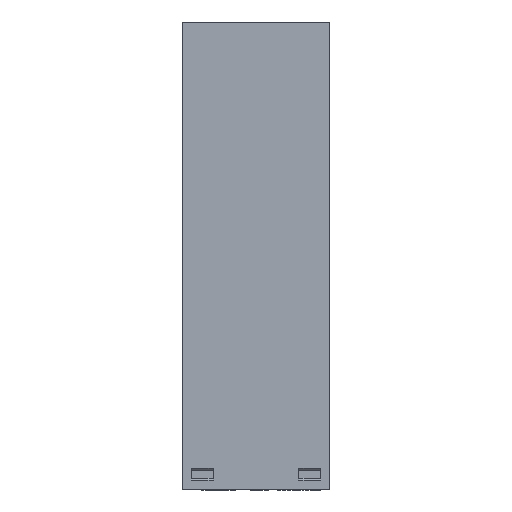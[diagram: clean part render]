
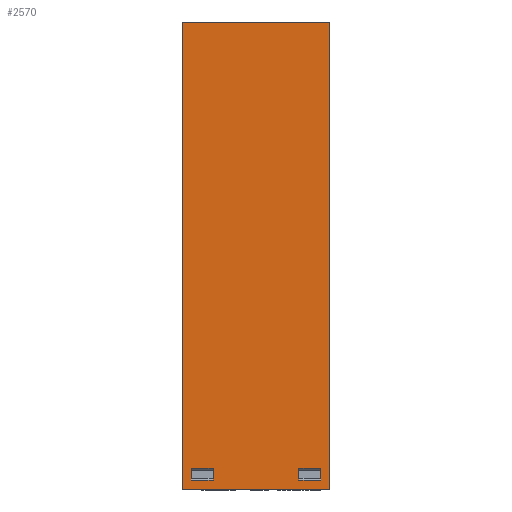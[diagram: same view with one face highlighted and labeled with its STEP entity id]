
A CAD part, left-side view. The second image highlights one B-rep face of the part: STEP entity #2570.
In plain terms, the highlighted planar face has unit normal (-1, 0, 0).
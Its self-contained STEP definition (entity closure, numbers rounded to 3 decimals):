
#152 = DIRECTION ( 'NONE',  ( 0., 1., 0. ) ) ;
#169 = CARTESIAN_POINT ( 'NONE',  ( -22., 26., 127.5 ) ) ;
#354 = ORIENTED_EDGE ( 'NONE', *, *, #1994, .T. ) ;
#472 = VERTEX_POINT ( 'NONE', #6894 ) ;
#534 = VECTOR ( 'NONE', #152, 1000. ) ;
#722 = CARTESIAN_POINT ( 'NONE',  ( -22., 18.25, 15.5 ) ) ;
#793 = ORIENTED_EDGE ( 'NONE', *, *, #8136, .T. ) ;
#924 = CARTESIAN_POINT ( 'NONE',  ( -22., -8.75, 15. ) ) ;
#1058 = EDGE_CURVE ( 'NONE', #2349, #12473, #5460, .T. ) ;
#1135 = LINE ( 'NONE', #169, #2091 ) ;
#1147 = VECTOR ( 'NONE', #1836, 1000. ) ;
#1193 = FACE_BOUND ( 'NONE', #3078, .T. ) ;
#1279 = CARTESIAN_POINT ( 'NONE',  ( -22., 7., 12.5 ) ) ;
#1524 = VERTEX_POINT ( 'NONE', #9716 ) ;
#1651 = VERTEX_POINT ( 'NONE', #7337 ) ;
#1744 = EDGE_CURVE ( 'NONE', #7718, #1524, #2978, .T. ) ;
#1836 = DIRECTION ( 'NONE',  ( 0., -1., 0. ) ) ;
#1967 = CARTESIAN_POINT ( 'NONE',  ( -22., 26., 127.5 ) ) ;
#1994 = EDGE_CURVE ( 'NONE', #12473, #8856, #10264, .T. ) ;
#2091 = VECTOR ( 'NONE', #4026, 1000. ) ;
#2209 = EDGE_CURVE ( 'NONE', #5109, #2349, #10309, .T. ) ;
#2349 = VERTEX_POINT ( 'NONE', #8454 ) ;
#2417 = CARTESIAN_POINT ( 'NONE',  ( -22., 0., 0. ) ) ;
#2570 = ADVANCED_FACE ( 'NONE', ( #7087, #1193, #3305 ), #8299, .F. ) ;
#2615 = ORIENTED_EDGE ( 'NONE', *, *, #9436, .T. ) ;
#2713 = CARTESIAN_POINT ( 'NONE',  ( -22., 23.75, 15. ) ) ;
#2978 = LINE ( 'NONE', #4710, #1147 ) ;
#2993 = ORIENTED_EDGE ( 'NONE', *, *, #5330, .T. ) ;
#3078 = EDGE_LOOP ( 'NONE', ( #11504, #11450, #6895, #6792 ) ) ;
#3092 = LINE ( 'NONE', #6876, #6418 ) ;
#3131 = ORIENTED_EDGE ( 'NONE', *, *, #6588, .T. ) ;
#3153 = EDGE_LOOP ( 'NONE', ( #2993, #3131, #2615, #793 ) ) ;
#3305 = FACE_OUTER_BOUND ( 'NONE', #3153, .T. ) ;
#3591 = CARTESIAN_POINT ( 'NONE',  ( -22., -3.25, 12.5 ) ) ;
#3603 = CARTESIAN_POINT ( 'NONE',  ( -22., 18.25, 12.5 ) ) ;
#3629 = ORIENTED_EDGE ( 'NONE', *, *, #2209, .T. ) ;
#3680 = ORIENTED_EDGE ( 'NONE', *, *, #3867, .F. ) ;
#3694 = DIRECTION ( 'NONE',  ( 0., 0., -1. ) ) ;
#3867 = EDGE_CURVE ( 'NONE', #5109, #8856, #8689, .T. ) ;
#3956 = DIRECTION ( 'NONE',  ( 0., 0., 1. ) ) ;
#4026 = DIRECTION ( 'NONE',  ( 0., 1., 0. ) ) ;
#4395 = DIRECTION ( 'NONE',  ( 0., -1., 0. ) ) ;
#4668 = EDGE_CURVE ( 'NONE', #9867, #9413, #8040, .T. ) ;
#4710 = CARTESIAN_POINT ( 'NONE',  ( -22., 7.5, 15.5 ) ) ;
#4821 = AXIS2_PLACEMENT_3D ( 'NONE', #2417, #6320, #10093 ) ;
#5013 = DIRECTION ( 'NONE',  ( 0., 0., -1. ) ) ;
#5048 = VECTOR ( 'NONE', #5446, 1000. ) ;
#5109 = VERTEX_POINT ( 'NONE', #3603 ) ;
#5330 = EDGE_CURVE ( 'NONE', #1651, #472, #1135, .T. ) ;
#5446 = DIRECTION ( 'NONE',  ( 0., 1., 0. ) ) ;
#5460 = LINE ( 'NONE', #2713, #5864 ) ;
#5530 = CARTESIAN_POINT ( 'NONE',  ( -22., -8.75, 12.5 ) ) ;
#5591 = VECTOR ( 'NONE', #3694, 1000. ) ;
#5748 = LINE ( 'NONE', #5931, #12256 ) ;
#5864 = VECTOR ( 'NONE', #8393, 1000. ) ;
#5931 = CARTESIAN_POINT ( 'NONE',  ( -22., -11., 127.5 ) ) ;
#5970 = VECTOR ( 'NONE', #8523, 1000. ) ;
#6320 = DIRECTION ( 'NONE',  ( 1., 0., 0. ) ) ;
#6418 = VECTOR ( 'NONE', #5013, 1000. ) ;
#6588 = EDGE_CURVE ( 'NONE', #472, #7219, #6839, .T. ) ;
#6792 = ORIENTED_EDGE ( 'NONE', *, *, #11537, .T. ) ;
#6839 = LINE ( 'NONE', #1967, #5970 ) ;
#6876 = CARTESIAN_POINT ( 'NONE',  ( -22., -3.25, 15. ) ) ;
#6887 = CARTESIAN_POINT ( 'NONE',  ( -22., 7., 12.5 ) ) ;
#6894 = CARTESIAN_POINT ( 'NONE',  ( -22., 26., 127.5 ) ) ;
#6895 = ORIENTED_EDGE ( 'NONE', *, *, #1744, .T. ) ;
#7087 = FACE_BOUND ( 'NONE', #12658, .T. ) ;
#7095 = VECTOR ( 'NONE', #3956, 1000. ) ;
#7219 = VERTEX_POINT ( 'NONE', #7583 ) ;
#7337 = CARTESIAN_POINT ( 'NONE',  ( -22., -11., 127.5 ) ) ;
#7583 = CARTESIAN_POINT ( 'NONE',  ( -22., 26., 10. ) ) ;
#7594 = CARTESIAN_POINT ( 'NONE',  ( -22., 23.75, 15.5 ) ) ;
#7718 = VERTEX_POINT ( 'NONE', #10454 ) ;
#8040 = LINE ( 'NONE', #6887, #534 ) ;
#8136 = EDGE_CURVE ( 'NONE', #10479, #1651, #5748, .T. ) ;
#8299 = PLANE ( 'NONE',  #4821 ) ;
#8393 = DIRECTION ( 'NONE',  ( 0., 0., 1. ) ) ;
#8454 = CARTESIAN_POINT ( 'NONE',  ( -22., 23.75, 12.5 ) ) ;
#8523 = DIRECTION ( 'NONE',  ( 0., 0., -1. ) ) ;
#8689 = LINE ( 'NONE', #9708, #7095 ) ;
#8725 = LINE ( 'NONE', #924, #5591 ) ;
#8798 = DIRECTION ( 'NONE',  ( 0., 0., 1. ) ) ;
#8856 = VERTEX_POINT ( 'NONE', #722 ) ;
#9413 = VERTEX_POINT ( 'NONE', #3591 ) ;
#9436 = EDGE_CURVE ( 'NONE', #7219, #10479, #11180, .T. ) ;
#9507 = DIRECTION ( 'NONE',  ( 0., -1., 0. ) ) ;
#9708 = CARTESIAN_POINT ( 'NONE',  ( -22., 18.25, 15. ) ) ;
#9716 = CARTESIAN_POINT ( 'NONE',  ( -22., -8.75, 15.5 ) ) ;
#9746 = VECTOR ( 'NONE', #9507, 1000. ) ;
#9837 = VECTOR ( 'NONE', #4395, 1000. ) ;
#9867 = VERTEX_POINT ( 'NONE', #5530 ) ;
#10093 = DIRECTION ( 'NONE',  ( 0., 1., 0. ) ) ;
#10226 = CARTESIAN_POINT ( 'NONE',  ( -22., -11., 10. ) ) ;
#10264 = LINE ( 'NONE', #10402, #9746 ) ;
#10309 = LINE ( 'NONE', #1279, #5048 ) ;
#10402 = CARTESIAN_POINT ( 'NONE',  ( -22., 7.5, 15.5 ) ) ;
#10454 = CARTESIAN_POINT ( 'NONE',  ( -22., -3.25, 15.5 ) ) ;
#10479 = VERTEX_POINT ( 'NONE', #10226 ) ;
#11180 = LINE ( 'NONE', #12075, #9837 ) ;
#11450 = ORIENTED_EDGE ( 'NONE', *, *, #12568, .F. ) ;
#11504 = ORIENTED_EDGE ( 'NONE', *, *, #4668, .T. ) ;
#11537 = EDGE_CURVE ( 'NONE', #1524, #9867, #8725, .T. ) ;
#12075 = CARTESIAN_POINT ( 'NONE',  ( -22., 26., 10. ) ) ;
#12256 = VECTOR ( 'NONE', #8798, 1000. ) ;
#12473 = VERTEX_POINT ( 'NONE', #7594 ) ;
#12492 = ORIENTED_EDGE ( 'NONE', *, *, #1058, .T. ) ;
#12568 = EDGE_CURVE ( 'NONE', #7718, #9413, #3092, .T. ) ;
#12658 = EDGE_LOOP ( 'NONE', ( #354, #3680, #3629, #12492 ) ) ;
